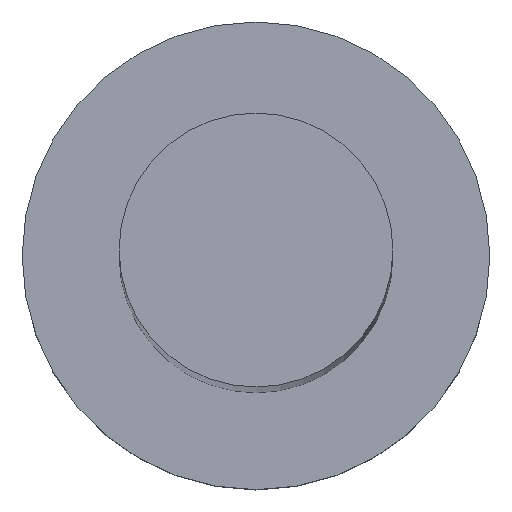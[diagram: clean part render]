
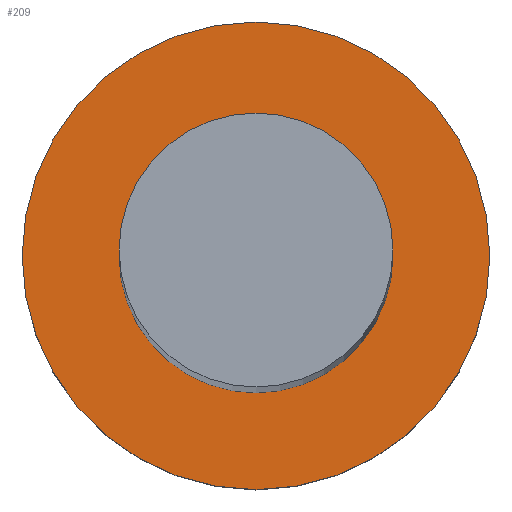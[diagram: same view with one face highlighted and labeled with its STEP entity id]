
A CAD part, top view. The second image highlights one B-rep face of the part: STEP entity #209.
In plain terms, the highlighted planar face has unit normal (0, 0, 1).
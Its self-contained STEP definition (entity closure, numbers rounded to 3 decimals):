
#1 = CIRCLE ( 'NONE', #178, 4.1 ) ;
#9 = ORIENTED_EDGE ( 'NONE', *, *, #170, .T. ) ;
#12 = CIRCLE ( 'NONE', #14, 4.1 ) ;
#14 = AXIS2_PLACEMENT_3D ( 'NONE', #43, #62, #199 ) ;
#16 = CARTESIAN_POINT ( 'NONE',  ( -4.1, 0., 5. ) ) ;
#19 = DIRECTION ( 'NONE',  ( 0., 0., 1. ) ) ;
#23 = VERTEX_POINT ( 'NONE', #220 ) ;
#30 = EDGE_CURVE ( 'NONE', #174, #23, #12, .T. ) ;
#39 = VERTEX_POINT ( 'NONE', #244 ) ;
#43 = CARTESIAN_POINT ( 'NONE',  ( 0., 0., 5. ) ) ;
#46 = ORIENTED_EDGE ( 'NONE', *, *, #30, .F. ) ;
#57 = FACE_OUTER_BOUND ( 'NONE', #73, .T. ) ;
#62 = DIRECTION ( 'NONE',  ( 0., 0., 1. ) ) ;
#71 = DIRECTION ( 'NONE',  ( 1., 0., 0. ) ) ;
#73 = EDGE_LOOP ( 'NONE', ( #9, #202 ) ) ;
#83 = EDGE_LOOP ( 'NONE', ( #46, #145 ) ) ;
#88 = CIRCLE ( 'NONE', #167, 7. ) ;
#96 = CARTESIAN_POINT ( 'NONE',  ( 0., 0., 5. ) ) ;
#100 = AXIS2_PLACEMENT_3D ( 'NONE', #231, #137, #210 ) ;
#109 = CIRCLE ( 'NONE', #237, 7. ) ;
#114 = DIRECTION ( 'NONE',  ( 1., 0., 0. ) ) ;
#118 = CARTESIAN_POINT ( 'NONE',  ( 7., 0., 5. ) ) ;
#134 = EDGE_CURVE ( 'NONE', #23, #174, #1, .T. ) ;
#137 = DIRECTION ( 'NONE',  ( 0., 0., 1. ) ) ;
#145 = ORIENTED_EDGE ( 'NONE', *, *, #134, .F. ) ;
#155 = PLANE ( 'NONE',  #100 ) ;
#167 = AXIS2_PLACEMENT_3D ( 'NONE', #96, #19, #255 ) ;
#170 = EDGE_CURVE ( 'NONE', #39, #226, #109, .T. ) ;
#174 = VERTEX_POINT ( 'NONE', #16 ) ;
#175 = DIRECTION ( 'NONE',  ( 0., 0., 1. ) ) ;
#178 = AXIS2_PLACEMENT_3D ( 'NONE', #234, #250, #114 ) ;
#187 = CARTESIAN_POINT ( 'NONE',  ( 0., 0., 5. ) ) ;
#199 = DIRECTION ( 'NONE',  ( 1., 0., 0. ) ) ;
#202 = ORIENTED_EDGE ( 'NONE', *, *, #238, .T. ) ;
#209 = ADVANCED_FACE ( 'NONE', ( #236, #57 ), #155, .T. ) ;
#210 = DIRECTION ( 'NONE',  ( 1., 0., 0. ) ) ;
#220 = CARTESIAN_POINT ( 'NONE',  ( 4.1, 0., 5. ) ) ;
#226 = VERTEX_POINT ( 'NONE', #118 ) ;
#231 = CARTESIAN_POINT ( 'NONE',  ( 0., 0., 5. ) ) ;
#234 = CARTESIAN_POINT ( 'NONE',  ( 0., 0., 5. ) ) ;
#236 = FACE_BOUND ( 'NONE', #83, .T. ) ;
#237 = AXIS2_PLACEMENT_3D ( 'NONE', #187, #175, #71 ) ;
#238 = EDGE_CURVE ( 'NONE', #226, #39, #88, .T. ) ;
#244 = CARTESIAN_POINT ( 'NONE',  ( -7., 0., 5. ) ) ;
#250 = DIRECTION ( 'NONE',  ( 0., 0., 1. ) ) ;
#255 = DIRECTION ( 'NONE',  ( 1., 0., 0. ) ) ;
